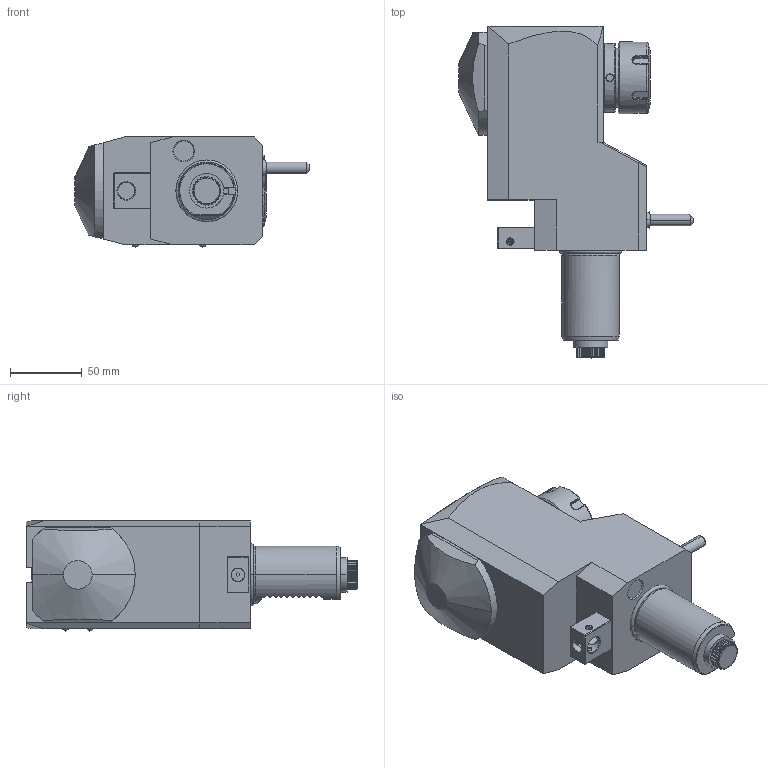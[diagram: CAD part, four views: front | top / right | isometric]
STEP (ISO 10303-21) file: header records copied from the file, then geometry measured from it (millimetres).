
FILE_DESCRIPTION((''),'2;1');
FILE_NAME('NGT1_40_431_32_1_1_120','2017-03-13T',('vali'),('NOVA GRUP'),'PRO/ENGINEER BY PARAMETRIC TECHNOLOGY CORPORATION, 2010280','PRO/ENGINEER BY PARAMETRIC TECHNOLOGY CORPORATION, 2010280','');
FILE_SCHEMA(('CONFIG_CONTROL_DESIGN'));
Length unit declared in the file: millimetre
Products named in the file (1): NGT1_40_431_32_1_1_120
Bounding box: 163.5 x 231 x 76.6 mm (x, y, z)
Volume: 1192441.6 mm3; surface area: 87557.2 mm2
Topology: 1 solids, 1 shells, 528 faces, 1419 edges, 900 vertices
Faces by surface type: plane 197, cylinder 181, cone 84, bspline 44, torus 14, sphere 6, extrusion 2
Entity records: 23261 total; most frequent: CARTESIAN_POINT 10866, ORIENTED_EDGE 2806, DIRECTION 2229, EDGE_CURVE 1403, VERTEX_POINT 900, AXIS2_PLACEMENT_3D 793, VECTOR 643, LINE 641
